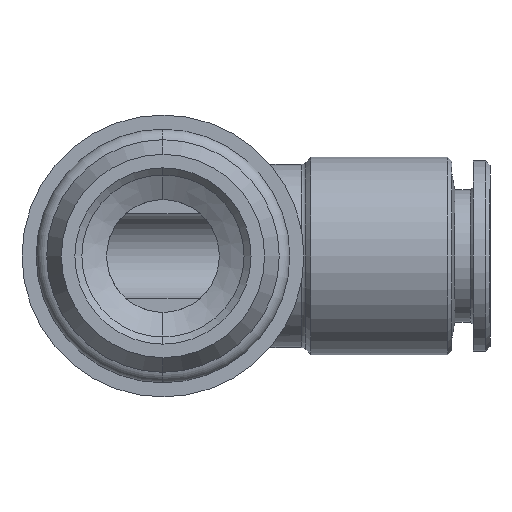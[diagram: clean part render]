
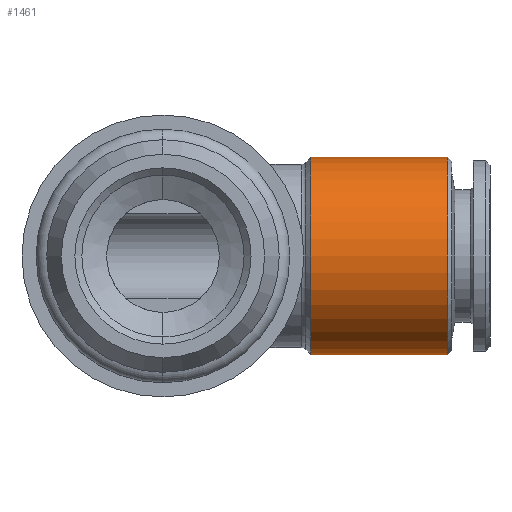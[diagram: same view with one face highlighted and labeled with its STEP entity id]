
A CAD part, front view. The second image highlights one B-rep face of the part: STEP entity #1461.
In plain terms, the highlighted cylindrical face has radius 7 mm (diameter 14 mm), a partial arc.
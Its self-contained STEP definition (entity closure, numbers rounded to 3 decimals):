
#779 = DIRECTION ( 'NONE',  ( 0., 0., 1. ) ) ;
#780 = DIRECTION ( 'NONE',  ( -1., 0., 0. ) ) ;
#781 = CARTESIAN_POINT ( 'NONE',  ( 20.2, 0., 0. ) ) ;
#782 = AXIS2_PLACEMENT_3D ( 'NONE', #781, #780, #779 ) ;
#783 = CIRCLE ( 'NONE', #782, 7. ) ;
#791 = VERTEX_POINT ( 'NONE', #1875 ) ;
#847 = CARTESIAN_POINT ( 'NONE',  ( 0., 0., 0. ) ) ;
#849 = FACE_OUTER_BOUND ( 'NONE', #1434, .T. ) ;
#856 = VERTEX_POINT ( 'NONE', #1954 ) ;
#900 = DIRECTION ( 'NONE',  ( 0., 0., -1. ) ) ;
#902 = DIRECTION ( 'NONE',  ( 1., 0., 0. ) ) ;
#903 = CARTESIAN_POINT ( 'NONE',  ( 10.5, 0., 0. ) ) ;
#904 = AXIS2_PLACEMENT_3D ( 'NONE', #903, #902, #900 ) ;
#906 = CIRCLE ( 'NONE', #904, 7. ) ;
#914 = DIRECTION ( 'NONE',  ( 0., 0., 1. ) ) ;
#916 = DIRECTION ( 'NONE',  ( -1., 0., 0. ) ) ;
#918 = AXIS2_PLACEMENT_3D ( 'NONE', #847, #916, #914 ) ;
#920 = CYLINDRICAL_SURFACE ( 'NONE', #918, 7. ) ;
#969 = VERTEX_POINT ( 'NONE', #2093 ) ;
#975 = VERTEX_POINT ( 'NONE', #2102 ) ;
#1074 = EDGE_CURVE ( 'NONE', #975, #856, #2361, .T. ) ;
#1088 = EDGE_CURVE ( 'NONE', #969, #791, #2423, .T. ) ;
#1434 = EDGE_LOOP ( 'NONE', ( #1485, #1491, #1465, #1486 ) ) ;
#1438 = EDGE_CURVE ( 'NONE', #969, #975, #783, .T. ) ;
#1461 = ADVANCED_FACE ( 'NONE', ( #849 ), #920, .T. ) ;
#1465 = ORIENTED_EDGE ( 'NONE', *, *, #1074, .T. ) ;
#1467 = EDGE_CURVE ( 'NONE', #856, #791, #906, .T. ) ;
#1485 = ORIENTED_EDGE ( 'NONE', *, *, #1088, .F. ) ;
#1486 = ORIENTED_EDGE ( 'NONE', *, *, #1467, .T. ) ;
#1491 = ORIENTED_EDGE ( 'NONE', *, *, #1438, .T. ) ;
#1875 = CARTESIAN_POINT ( 'NONE',  ( 10.5, 0., -7. ) ) ;
#1954 = CARTESIAN_POINT ( 'NONE',  ( 10.5, 0., 7. ) ) ;
#2093 = CARTESIAN_POINT ( 'NONE',  ( 20.2, 0., -7. ) ) ;
#2102 = CARTESIAN_POINT ( 'NONE',  ( 20.2, 0., 7. ) ) ;
#2245 = VECTOR ( 'NONE', #2251, 1000. ) ;
#2249 = CARTESIAN_POINT ( 'NONE',  ( 0., 0., 7. ) ) ;
#2251 = DIRECTION ( 'NONE',  ( -1., 0., 0. ) ) ;
#2361 = LINE ( 'NONE', #2249, #2245 ) ;
#2421 = VECTOR ( 'NONE', #2424, 1000. ) ;
#2423 = LINE ( 'NONE', #2425, #2421 ) ;
#2424 = DIRECTION ( 'NONE',  ( -1., 0., 0. ) ) ;
#2425 = CARTESIAN_POINT ( 'NONE',  ( 0., 0., -7. ) ) ;
